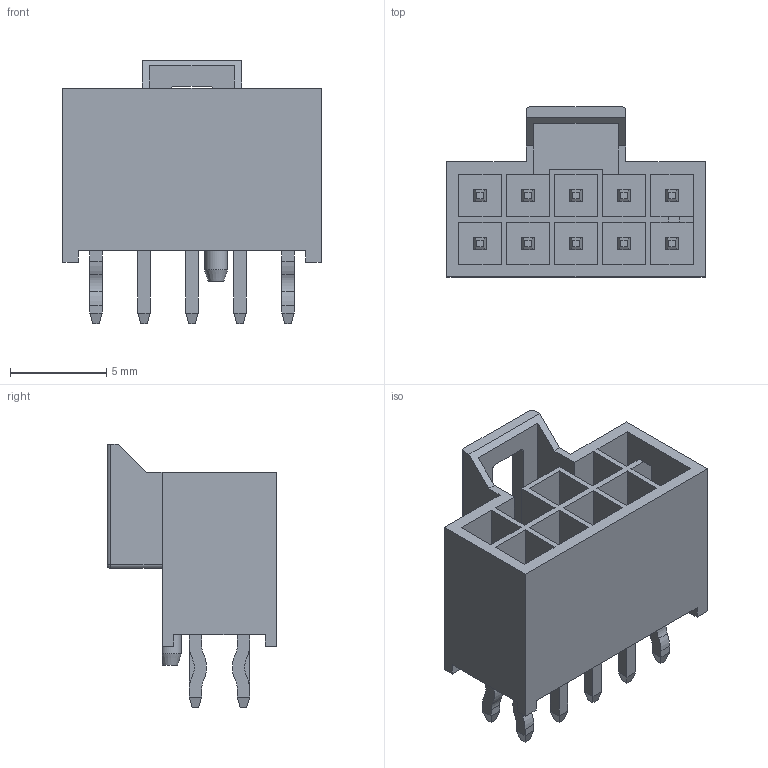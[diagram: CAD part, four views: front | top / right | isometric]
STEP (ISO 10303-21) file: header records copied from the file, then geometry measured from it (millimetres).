
FILE_DESCRIPTION(/* description */ (''),/* implementation_level */ '2;1');
FILE_NAME(/* name */ '1053101310_nanoFITdualRow2x5PIN.stp',/* time_stamp */ '2020-03-13T17:07:00+01:00',/* author */ ('franc'),/* organization */ (''),/* preprocessor_version */ 'ST-DEVELOPER v18',/* originating_system */ 'Autodesk Inventor 2020',/* authorisation */ '');
FILE_SCHEMA (('AUTOMOTIVE_DESIGN { 1 0 10303 214 3 1 1 }'));
Length unit declared in the file: millimetre
Products named in the file (1): 1053101310_nanoFITdualRow2x5PIN
Bounding box: 13.44 x 8.84 x 13.71 mm (x, y, z)
Volume: 443.3 mm3; surface area: 1341.9 mm2
Topology: 1 solids, 1 shells, 310 faces, 761 edges, 478 vertices
Faces by surface type: plane 274, cylinder 33, sphere 2, cone 1
Entity records: 9038 total; most frequent: CARTESIAN_POINT 1554, ORIENTED_EDGE 1522, DIRECTION 1448, EDGE_CURVE 761, LINE 692, VECTOR 692, VERTEX_POINT 478, AXIS2_PLACEMENT_3D 378
